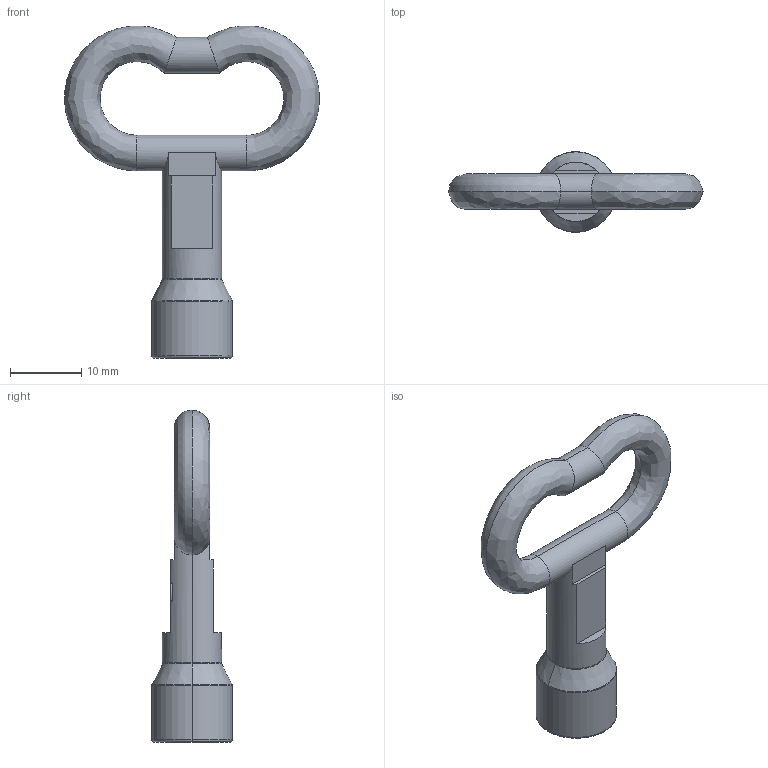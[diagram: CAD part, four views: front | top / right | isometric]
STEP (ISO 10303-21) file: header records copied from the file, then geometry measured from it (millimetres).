
FILE_DESCRIPTION (( 'STEP AP203' ), '1' );
FILE_NAME ('AP03.46.1.2.STEP', '2022-07-26T10:48:46', ( '' ), ( '' ), 'SwSTEP 2.0', 'SolidWorks 2021', '' );
FILE_SCHEMA (( 'CONFIG_CONTROL_DESIGN' ));
Length unit declared in the file: millimetre
Products named in the file (1): AP03.46.1.2
Bounding box: 35.68 x 11.3 x 46.49 mm (x, y, z)
Surface area: 2258.7 mm2 (no closed solid volume)
Topology: 0 solids, 1 shells, 84 faces, 212 edges, 128 vertices
Faces by surface type: plane 30, bspline 23, cylinder 23, torus 6, cone 2
Entity records: 4030 total; most frequent: CARTESIAN_POINT 2123, ORIENTED_EDGE 412, DIRECTION 330, EDGE_CURVE 212, VERTEX_POINT 128, AXIS2_PLACEMENT_3D 116, LINE 98, VECTOR 98
